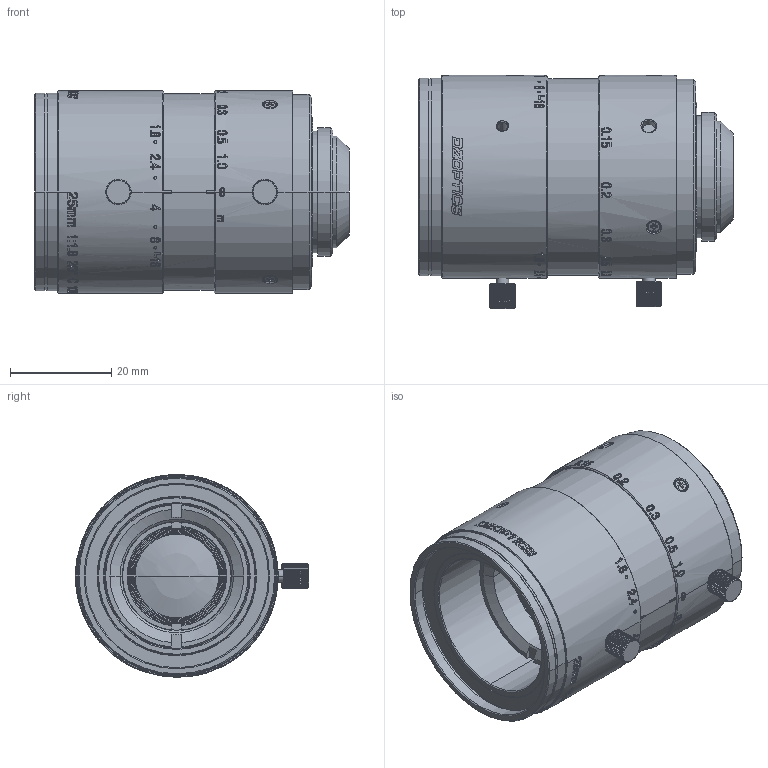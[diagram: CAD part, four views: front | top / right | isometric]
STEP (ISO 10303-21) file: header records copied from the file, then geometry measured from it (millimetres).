
FILE_DESCRIPTION((''),'2;1');
FILE_NAME('DZ_LA2518A_2310_ASM_ASM','2022-04-13T14:31:20',('Administrator'),(''),'CREO PARAMETRIC BY PTC INC, 2019010','CREO PARAMETRIC BY PTC INC, 2019010','');
FILE_SCHEMA(('CONFIG_CONTROL_DESIGN','SHAPE_APPEARANCE_LAYERS_GROUPS'));
Products named in the file (30): DZ_LA2518A_2310-QQ-3_3_1; DZ_LA2518A_2310-QQ-3_3_ASM; V330041A-603_6; DZ_LA2518A_2310-2_ASM_3_ASM; DZ_LA2518A_2310-QQ-1_1_1; DZ_LA2518A_2310-QQ-1_1_ASM; V330041A-601_5; V330041A-612_4; DZ_LA2518A_2310-1-1_ASM_3_ASM; DZ_LA2518A_2310-QQ-2_1_ASM; MANIFOLD_SOLID_BREP_223_2; __19_8-12-0_8-WZ_ASM_5_ASM; DZ_LA2518A_2310-1-2_ASM_15_ASM; DZ_LA2518A_2310-1_ASM_3_ASM; V330011A-618_9; V330041A-604_20; V330041A-606_25; I741411C-615_1; MANIFOLD_SOLID_BREP_1985_1; DZ_LA2518A_2310-3_ASM_6_ASM; V330041A-609_9; M1_4X3_1; DZ_LA2518A_2310-4_ASM_5_ASM; V330041A-607_15; V330041A-611_7; MANIFOLD_SOLID_BREP_2024_1; 41A-617-0_1-0_05-0_025-0_01_3; 41A-618-0_1-0_05-0_025-0_01_1; DZ_LA2518A_2310_ASM_93_ASM; DZ_LA2518A_2310_ASM_ASM
Assembly tree (34 placements, depth 6):
  DZ_LA2518A_2310_ASM_ASM
    DZ_LA2518A_2310_ASM_93_ASM
      DZ_LA2518A_2310-2_ASM_3_ASM
        DZ_LA2518A_2310-QQ-3_3_ASM
          DZ_LA2518A_2310-QQ-3_3_1
        V330041A-603_6
      DZ_LA2518A_2310-1_ASM_3_ASM
        DZ_LA2518A_2310-1-1_ASM_3_ASM
          DZ_LA2518A_2310-QQ-1_1_ASM
            DZ_LA2518A_2310-QQ-1_1_1
          V330041A-601_5
          V330041A-612_4
        DZ_LA2518A_2310-1-2_ASM_15_ASM
          DZ_LA2518A_2310-QQ-2_1_ASM
          __19_8-12-0_8-WZ_ASM_5_ASM
            MANIFOLD_SOLID_BREP_223_2
      V330011A-618_9
      V330041A-604_20
      DZ_LA2518A_2310-3_ASM_6_ASM
        V330041A-606_25
        I741411C-615_1
        MANIFOLD_SOLID_BREP_1985_1
      DZ_LA2518A_2310-4_ASM_5_ASM
        V330041A-609_9
        M1_4X3_1  x3
        MANIFOLD_SOLID_BREP_1985_1
      V330041A-607_15
      V330041A-611_7
      MANIFOLD_SOLID_BREP_2024_1  x3
      41A-617-0_1-0_05-0_025-0_01_3
      41A-618-0_1-0_05-0_025-0_01_1
Bounding box: 62.05 x 46 x 40 mm (x, y, z)
Volume: 31138.9 mm3; surface area: 40360.5 mm2
Topology: 23 solids, 23 shells, 2468 faces, 6798 edges, 4543 vertices
Faces by surface type: bspline 891, plane 706, cylinder 581, cone 227, torus 48, sphere 8, extrusion 7
Entity records: 128175 total; most frequent: CARTESIAN_POINT 61937, ORIENTED_EDGE 11886, DIRECTION 8293, EDGE_CURVE 5943, PRESENTATION_STYLE_ASSIGNMENT 5028, STYLED_ITEM 5028, CURVE_STYLE 5014, VERTEX_POINT 3973
